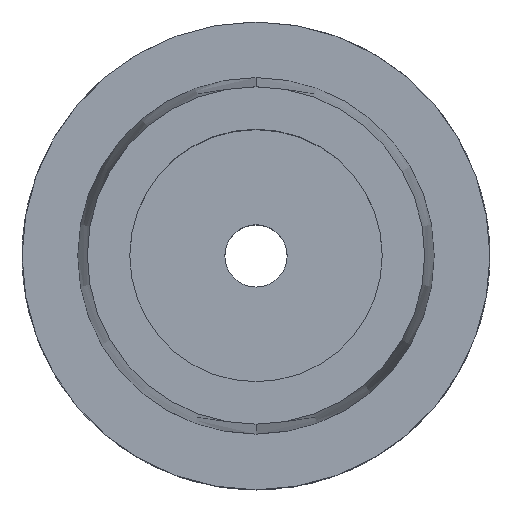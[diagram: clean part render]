
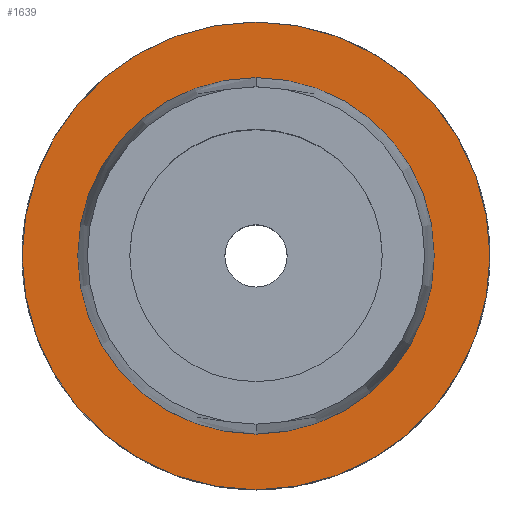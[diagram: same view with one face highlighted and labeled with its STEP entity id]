
A CAD part, top view. The second image highlights one B-rep face of the part: STEP entity #1639.
In plain terms, the highlighted planar face has unit normal (0, 0, 1).
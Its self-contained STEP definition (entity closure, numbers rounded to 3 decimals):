
#211=CARTESIAN_POINT('',(0.,0.,0.));
#212=DIRECTION('',(0.,0.,-1.));
#213=DIRECTION('',(0.,1.,0.));
#214=AXIS2_PLACEMENT_3D('',#211,#212,#213);
#233=CARTESIAN_POINT('',(0.,0.,0.));
#234=DIRECTION('',(0.,0.,1.));
#235=DIRECTION('',(0.,1.,0.));
#236=AXIS2_PLACEMENT_3D('',#233,#234,#235);
#241=CARTESIAN_POINT('',(0.,0.,0.));
#242=DIRECTION('',(0.,0.,-1.));
#243=DIRECTION('',(0.,1.,0.));
#244=AXIS2_PLACEMENT_3D('',#241,#242,#243);
#249=CARTESIAN_POINT('',(0.,0.,0.));
#250=DIRECTION('',(0.,0.,1.));
#251=DIRECTION('',(0.,1.,0.));
#252=AXIS2_PLACEMENT_3D('',#249,#250,#251);
#1247=CARTESIAN_POINT('',(0.,31.5,0.));
#1249=VERTEX_POINT('',#1247);
#1250=CARTESIAN_POINT('',(0.,24.005,0.));
#1252=VERTEX_POINT('',#1250);
#1255=CARTESIAN_POINT('',(0.,-31.5,0.));
#1257=VERTEX_POINT('',#1255);
#1258=CARTESIAN_POINT('',(0.,-24.005,0.));
#1260=VERTEX_POINT('',#1258);
#1624=CARTESIAN_POINT('',(0.,0.,0.));
#1625=DIRECTION('',(0.,0.,-1.));
#1626=DIRECTION('',(0.,-1.,0.));
#1627=AXIS2_PLACEMENT_3D('',#1624,#1625,#1626);
#1628=PLANE('',#1627);
#1630=ORIENTED_EDGE('',*,*,#1629,.T.);
#1632=ORIENTED_EDGE('',*,*,#1631,.F.);
#1633=EDGE_LOOP('',(#1630,#1632));
#1634=FACE_OUTER_BOUND('',#1633,.F.);
#1635=ORIENTED_EDGE('',*,*,#1619,.T.);
#1636=ORIENTED_EDGE('',*,*,#1603,.F.);
#1637=EDGE_LOOP('',(#1635,#1636));
#1638=FACE_BOUND('',#1637,.F.);
#215=CIRCLE('',#214,24.005);
#237=CIRCLE('',#236,24.005);
#245=CIRCLE('',#244,31.5);
#253=CIRCLE('',#252,31.5);
#1603=EDGE_CURVE('',#1252,#1260,#215,.T.);
#1619=EDGE_CURVE('',#1252,#1260,#237,.T.);
#1629=EDGE_CURVE('',#1249,#1257,#245,.T.);
#1631=EDGE_CURVE('',#1249,#1257,#253,.T.);
#1639=ADVANCED_FACE('',(#1634,#1638),#1628,.F.);
